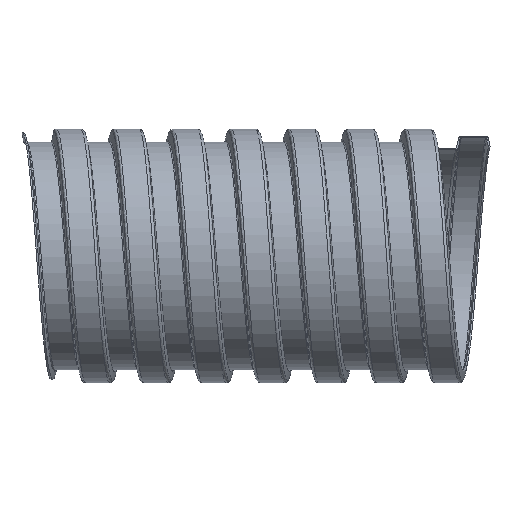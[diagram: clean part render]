
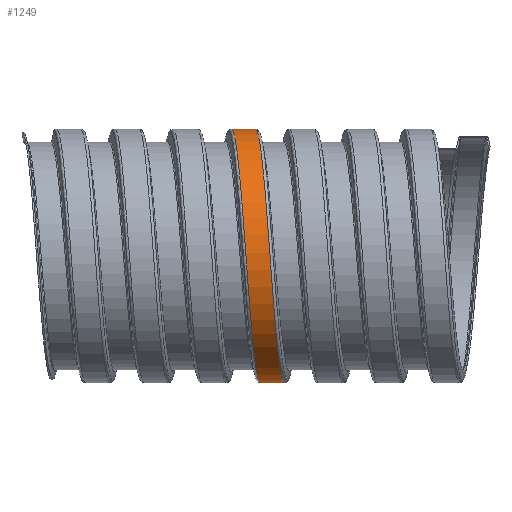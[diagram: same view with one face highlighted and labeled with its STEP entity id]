
A CAD part, top view. The second image highlights one B-rep face of the part: STEP entity #1249.
In plain terms, the highlighted cylindrical face has radius 27.1 mm (diameter 54.2 mm), a full revolution.
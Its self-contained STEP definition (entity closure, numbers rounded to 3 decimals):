
#155=FACE_OUTER_BOUND('',#219,.T.);
#219=EDGE_LOOP('',(#901,#902,#903,#904));
#307=B_SPLINE_CURVE_WITH_KNOTS('',3,(#2452,#2453,#2454,#2455,#2456,#2457,
#2458,#2459,#2460,#2461,#2462,#2463,#2464,#2465,#2466,#2467,#2468),
 .UNSPECIFIED.,.F.,.F.,(4,1,1,1,1,1,1,1,1,1,1,1,1,1,4),(15.708,
15.874,16.37,16.866,17.362,17.859,
18.355,18.851,19.347,19.843,20.339,
20.835,21.331,21.827,21.991),
 .UNSPECIFIED.);
#308=B_SPLINE_CURVE_WITH_KNOTS('',3,(#2469,#2470,#2471,#2472,#2473,#2474,
#2475,#2476,#2477,#2478,#2479,#2480,#2481,#2482,#2483,#2484,#2485),
 .UNSPECIFIED.,.F.,.F.,(4,1,1,1,1,1,1,1,1,1,1,1,1,1,4),(15.708,
15.874,16.37,16.866,17.362,17.859,
18.355,18.851,19.347,19.843,20.339,
20.835,21.331,21.827,21.991),
 .UNSPECIFIED.);
#393=LINE('',#2413,#459);
#394=LINE('',#2451,#460);
#459=VECTOR('',#1476,27.1);
#460=VECTOR('',#1479,27.1);
#555=VERTEX_POINT('',#2411);
#556=VERTEX_POINT('',#2412);
#557=VERTEX_POINT('',#2449);
#558=VERTEX_POINT('',#2450);
#695=EDGE_CURVE('',#555,#556,#393,.T.);
#698=EDGE_CURVE('',#557,#558,#394,.T.);
#699=EDGE_CURVE('',#555,#557,#307,.T.);
#700=EDGE_CURVE('',#556,#558,#308,.T.);
#901=ORIENTED_EDGE('',*,*,#698,.F.);
#902=ORIENTED_EDGE('',*,*,#699,.F.);
#903=ORIENTED_EDGE('',*,*,#695,.T.);
#904=ORIENTED_EDGE('',*,*,#700,.T.);
#1201=CYLINDRICAL_SURFACE('',#1336,27.1);
#1249=ADVANCED_FACE('',(#155),#1201,.T.);
#1336=AXIS2_PLACEMENT_3D('',#2448,#1477,#1478);
#1476=DIRECTION('',(-1.,0.,0.));
#1477=DIRECTION('center_axis',(1.,0.,0.));
#1478=DIRECTION('ref_axis',(0.,1.,0.));
#1479=DIRECTION('',(-1.,0.,0.));
#2411=CARTESIAN_POINT('',(43.656,-27.099,-0.001));
#2412=CARTESIAN_POINT('',(38.516,-27.099,-0.001));
#2413=CARTESIAN_POINT('',(12.531,-27.1,0.));
#2448=CARTESIAN_POINT('Origin',(12.531,0.,
0.));
#2449=CARTESIAN_POINT('',(56.106,-27.099,0.001));
#2450=CARTESIAN_POINT('',(50.966,-27.099,0.001));
#2451=CARTESIAN_POINT('',(12.531,-27.1,0.));
#2452=CARTESIAN_POINT('Ctrl Pts',(43.656,-27.099,-0.001));
#2453=CARTESIAN_POINT('Ctrl Pts',(43.766,-27.1,-1.503));
#2454=CARTESIAN_POINT('Ctrl Pts',(44.204,-26.61,-7.487));
#2455=CARTESIAN_POINT('Ctrl Pts',(44.969,-22.266,-17.366));
#2456=CARTESIAN_POINT('Ctrl Pts',(45.952,-11.316,-25.87));
#2457=CARTESIAN_POINT('Ctrl Pts',(46.935,2.362,-28.138));
#2458=CARTESIAN_POINT('Ctrl Pts',(47.918,15.47,-23.622));
#2459=CARTESIAN_POINT('Ctrl Pts',(48.901,24.849,-13.412));
#2460=CARTESIAN_POINT('Ctrl Pts',(49.884,28.237,0.032));
#2461=CARTESIAN_POINT('Ctrl Pts',(50.867,24.818,13.468));
#2462=CARTESIAN_POINT('Ctrl Pts',(51.85,15.416,23.658));
#2463=CARTESIAN_POINT('Ctrl Pts',(52.833,2.297,28.143));
#2464=CARTESIAN_POINT('Ctrl Pts',(53.815,-11.375,25.844));
#2465=CARTESIAN_POINT('Ctrl Pts',(54.798,-22.305,17.314));
#2466=CARTESIAN_POINT('Ctrl Pts',(55.562,-26.619,7.445));
#2467=CARTESIAN_POINT('Ctrl Pts',(55.998,-27.1,1.482));
#2468=CARTESIAN_POINT('Ctrl Pts',(56.106,-27.099,0.001));
#2469=CARTESIAN_POINT('Ctrl Pts',(38.516,-27.099,-0.001));
#2470=CARTESIAN_POINT('Ctrl Pts',(38.626,-27.1,-1.503));
#2471=CARTESIAN_POINT('Ctrl Pts',(39.063,-26.61,-7.487));
#2472=CARTESIAN_POINT('Ctrl Pts',(39.829,-22.266,-17.366));
#2473=CARTESIAN_POINT('Ctrl Pts',(40.811,-11.316,-25.87));
#2474=CARTESIAN_POINT('Ctrl Pts',(41.794,2.362,-28.138));
#2475=CARTESIAN_POINT('Ctrl Pts',(42.777,15.47,-23.622));
#2476=CARTESIAN_POINT('Ctrl Pts',(43.76,24.849,-13.412));
#2477=CARTESIAN_POINT('Ctrl Pts',(44.743,28.237,0.032));
#2478=CARTESIAN_POINT('Ctrl Pts',(45.726,24.818,13.468));
#2479=CARTESIAN_POINT('Ctrl Pts',(46.709,15.416,23.658));
#2480=CARTESIAN_POINT('Ctrl Pts',(47.692,2.297,28.143));
#2481=CARTESIAN_POINT('Ctrl Pts',(48.675,-11.375,25.844));
#2482=CARTESIAN_POINT('Ctrl Pts',(49.658,-22.305,17.314));
#2483=CARTESIAN_POINT('Ctrl Pts',(50.422,-26.619,7.445));
#2484=CARTESIAN_POINT('Ctrl Pts',(50.858,-27.1,1.482));
#2485=CARTESIAN_POINT('Ctrl Pts',(50.966,-27.099,0.001));
